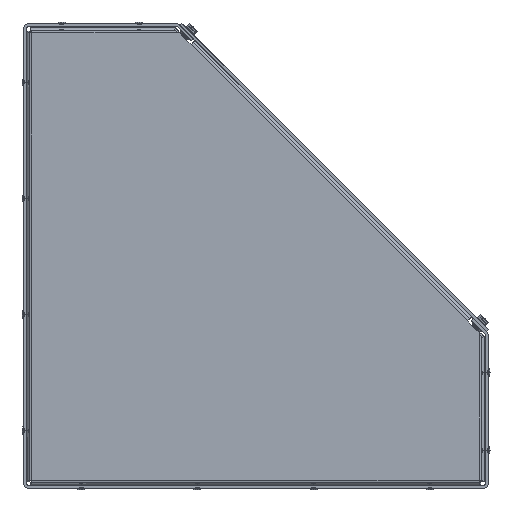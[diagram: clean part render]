
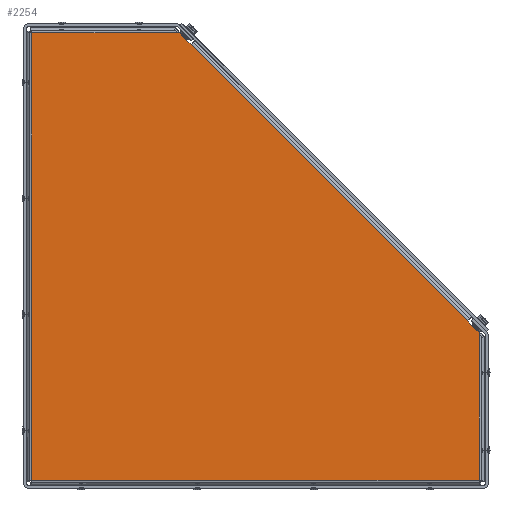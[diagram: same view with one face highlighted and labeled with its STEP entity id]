
A CAD part, left-side view. The second image highlights one B-rep face of the part: STEP entity #2254.
In plain terms, the highlighted planar face has unit normal (-1, 0, 0).
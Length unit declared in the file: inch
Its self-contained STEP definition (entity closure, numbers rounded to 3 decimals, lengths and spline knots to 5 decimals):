
#640 = LINE ( 'NONE', #76236, #88787 ) ;
#885 = CARTESIAN_POINT ( 'NONE',  ( -30.38335, -5.49719, 1.023 ) ) ;
#2254 = ADVANCED_FACE ( 'NONE', ( #73240 ), #13265, .T. ) ;
#4764 = DIRECTION ( 'NONE',  ( 0., 0., 1. ) ) ;
#5158 = ORIENTED_EDGE ( 'NONE', *, *, #55811, .F. ) ;
#7893 = CARTESIAN_POINT ( 'NONE',  ( -30.38335, 1.93703, 8.45723 ) ) ;
#10231 = DIRECTION ( 'NONE',  ( 0., -1., 0. ) ) ;
#10731 = DIRECTION ( 'NONE',  ( 0., 0., -1. ) ) ;
#11880 = LINE ( 'NONE', #95808, #41818 ) ;
#13265 = PLANE ( 'NONE',  #62222 ) ;
#13771 = VERTEX_POINT ( 'NONE', #77072 ) ;
#15751 = EDGE_CURVE ( 'NONE', #84515, #16221, #60093, .T. ) ;
#16221 = VERTEX_POINT ( 'NONE', #49226 ) ;
#16879 = DIRECTION ( 'NONE',  ( 0., -0.707, 0.707 ) ) ;
#19816 = DIRECTION ( 'NONE',  ( 0., -0.707, -0.707 ) ) ;
#20058 = VERTEX_POINT ( 'NONE', #93058 ) ;
#20181 = LINE ( 'NONE', #53865, #79934 ) ;
#24281 = CARTESIAN_POINT ( 'NONE',  ( -30.38335, -5.49719, 2.06639 ) ) ;
#25006 = EDGE_CURVE ( 'NONE', #35699, #35918, #11880, .T. ) ;
#28863 = ORIENTED_EDGE ( 'NONE', *, *, #48294, .T. ) ;
#30252 = VECTOR ( 'NONE', #19816, 39.37008 ) ;
#30585 = DIRECTION ( 'NONE',  ( 0., 1., 0. ) ) ;
#30899 = LINE ( 'NONE', #7893, #106091 ) ;
#32471 = ORIENTED_EDGE ( 'NONE', *, *, #88134, .T. ) ;
#35699 = VERTEX_POINT ( 'NONE', #72087 ) ;
#35918 = VERTEX_POINT ( 'NONE', #50155 ) ;
#37505 = ORIENTED_EDGE ( 'NONE', *, *, #25006, .T. ) ;
#38926 = ORIENTED_EDGE ( 'NONE', *, *, #15751, .T. ) ;
#39090 = CARTESIAN_POINT ( 'NONE',  ( -30.38335, 1.19466, 2.06639 ) ) ;
#39187 = CARTESIAN_POINT ( 'NONE',  ( -30.38335, -5.19617, 1.32402 ) ) ;
#39199 = ORIENTED_EDGE ( 'NONE', *, *, #104697, .F. ) ;
#39932 = VECTOR ( 'NONE', #10731, 39.37008 ) ;
#40045 = CARTESIAN_POINT ( 'NONE',  ( -30.38335, 6.05056, 8.75825 ) ) ;
#41818 = VECTOR ( 'NONE', #10231, 39.37008 ) ;
#42831 = VECTOR ( 'NONE', #74474, 39.37008 ) ;
#43043 = VERTEX_POINT ( 'NONE', #71710 ) ;
#43909 = VECTOR ( 'NONE', #4764, 39.37008 ) ;
#44906 = DIRECTION ( 'NONE',  ( 0., 1., 0. ) ) ;
#45496 = EDGE_CURVE ( 'NONE', #35918, #68720, #74798, .T. ) ;
#48294 = EDGE_CURVE ( 'NONE', #16221, #13771, #65521, .T. ) ;
#49226 = CARTESIAN_POINT ( 'NONE',  ( -30.38335, -5.20445, 1.3323 ) ) ;
#50155 = CARTESIAN_POINT ( 'NONE',  ( -30.38335, -5.49719, -2.7895 ) ) ;
#51039 = DIRECTION ( 'NONE',  ( 0., -0.707, -0.707 ) ) ;
#51143 = CARTESIAN_POINT ( 'NONE',  ( -30.38335, -5.19617, 1.32402 ) ) ;
#53865 = CARTESIAN_POINT ( 'NONE',  ( -30.38335, 1.19466, 8.75825 ) ) ;
#54777 = VECTOR ( 'NONE', #68504, 39.37008 ) ;
#55811 = EDGE_CURVE ( 'NONE', #84515, #68720, #96470, .T. ) ;
#60093 = LINE ( 'NONE', #51143, #54777 ) ;
#62222 = AXIS2_PLACEMENT_3D ( 'NONE', #39090, #83178, #30585 ) ;
#65521 = LINE ( 'NONE', #100122, #42831 ) ;
#66779 = ORIENTED_EDGE ( 'NONE', *, *, #85463, .F. ) ;
#68504 = DIRECTION ( 'NONE',  ( 0., -0.707, 0.707 ) ) ;
#68720 = VERTEX_POINT ( 'NONE', #885 ) ;
#69353 = ORIENTED_EDGE ( 'NONE', *, *, #45496, .T. ) ;
#70735 = CARTESIAN_POINT ( 'NONE',  ( -30.38335, 6.05056, 2.06639 ) ) ;
#71710 = CARTESIAN_POINT ( 'NONE',  ( -30.38335, 1.93703, 8.45723 ) ) ;
#72087 = CARTESIAN_POINT ( 'NONE',  ( -30.38335, 6.05056, -2.7895 ) ) ;
#73240 = FACE_OUTER_BOUND ( 'NONE', #85770, .T. ) ;
#74474 = DIRECTION ( 'NONE',  ( 0., 0.707, 0.707 ) ) ;
#74798 = LINE ( 'NONE', #24281, #43909 ) ;
#76236 = CARTESIAN_POINT ( 'NONE',  ( -30.38335, 2.37456, 8.89475 ) ) ;
#77072 = CARTESIAN_POINT ( 'NONE',  ( -30.38335, 1.92876, 8.46551 ) ) ;
#78916 = ORIENTED_EDGE ( 'NONE', *, *, #79796, .T. ) ;
#79745 = CARTESIAN_POINT ( 'NONE',  ( -30.38335, -5.19617, 1.32402 ) ) ;
#79796 = EDGE_CURVE ( 'NONE', #103638, #35699, #96862, .T. ) ;
#79934 = VECTOR ( 'NONE', #44906, 39.37008 ) ;
#83178 = DIRECTION ( 'NONE',  ( -1., 0., 0. ) ) ;
#84515 = VERTEX_POINT ( 'NONE', #39187 ) ;
#85463 = EDGE_CURVE ( 'NONE', #43043, #13771, #30899, .T. ) ;
#85770 = EDGE_LOOP ( 'NONE', ( #66779, #39199, #32471, #78916, #37505, #69353, #5158, #38926, #28863 ) ) ;
#88134 = EDGE_CURVE ( 'NONE', #20058, #103638, #20181, .T. ) ;
#88787 = VECTOR ( 'NONE', #51039, 39.37008 ) ;
#93058 = CARTESIAN_POINT ( 'NONE',  ( -30.38335, 2.23806, 8.75825 ) ) ;
#95808 = CARTESIAN_POINT ( 'NONE',  ( -30.38335, 1.19466, -2.7895 ) ) ;
#96470 = LINE ( 'NONE', #79745, #30252 ) ;
#96862 = LINE ( 'NONE', #70735, #39932 ) ;
#100122 = CARTESIAN_POINT ( 'NONE',  ( -30.38335, -5.20445, 1.3323 ) ) ;
#103638 = VERTEX_POINT ( 'NONE', #40045 ) ;
#104697 = EDGE_CURVE ( 'NONE', #20058, #43043, #640, .T. ) ;
#106091 = VECTOR ( 'NONE', #16879, 39.37008 ) ;
